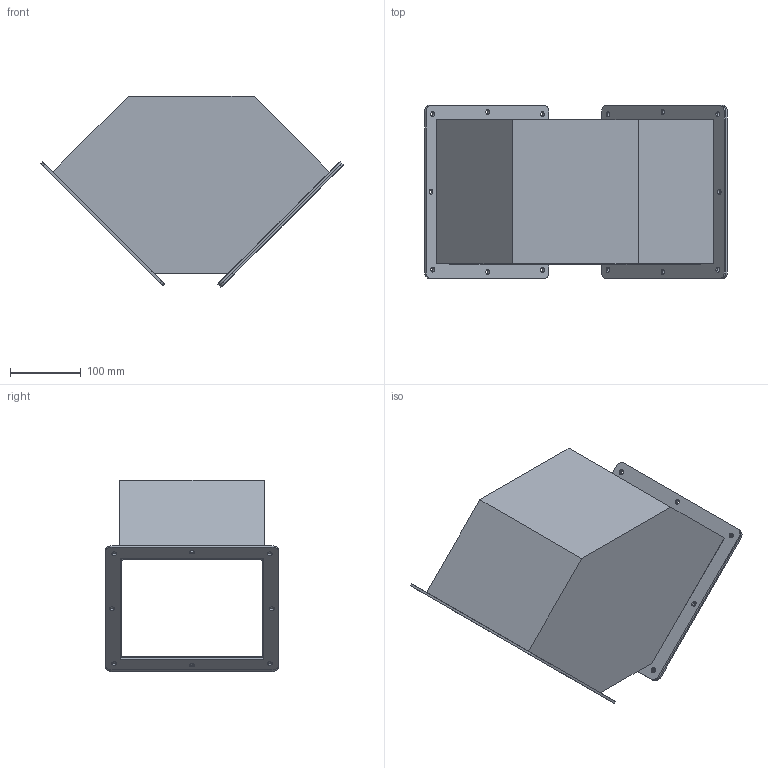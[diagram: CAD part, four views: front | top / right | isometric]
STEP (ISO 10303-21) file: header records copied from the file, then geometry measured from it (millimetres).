
FILE_DESCRIPTION (( 'STEP AP203' ), '1' );
FILE_NAME ('1487E9P.step', '2024-04-25T14:38:53', ( '' ), ( '' ), 'SwSTEP 2.0', 'SolidWorks 2023', '' );
FILE_SCHEMA (( 'CONFIG_CONTROL_DESIGN' ));
Length unit declared in the file: inch
Products named in the file (1): 1487E9P
Bounding box: 426.62 x 244.55 x 269.4 mm (x, y, z)
Volume: 631592.8 mm3; surface area: 629807.3 mm2
Topology: 4 solids, 4 shells, 108 faces, 300 edges, 200 vertices
Faces by surface type: cylinder 64, plane 44
Entity records: 3697 total; most frequent: DIRECTION 646, CARTESIAN_POINT 609, ORIENTED_EDGE 600, EDGE_CURVE 300, AXIS2_PLACEMENT_3D 237, VERTEX_POINT 200, LINE 172, VECTOR 172
